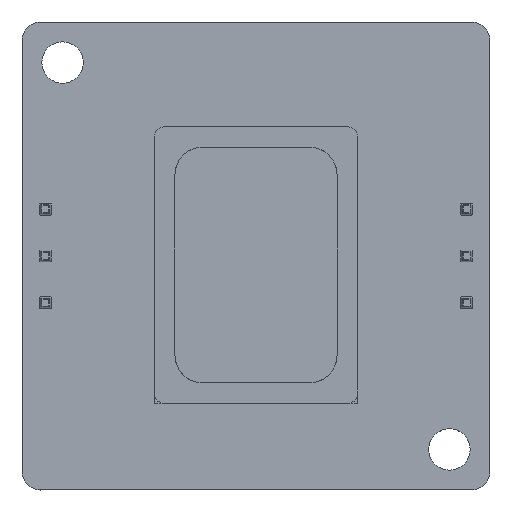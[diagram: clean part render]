
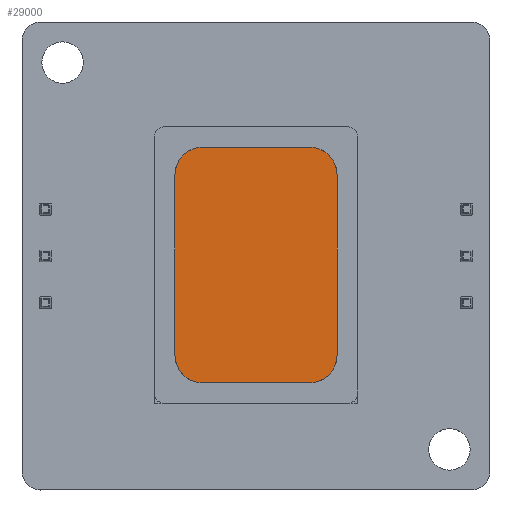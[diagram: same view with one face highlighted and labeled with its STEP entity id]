
A CAD part, top view. The second image highlights one B-rep face of the part: STEP entity #29000.
In plain terms, the highlighted planar face has unit normal (0, 0, 1).
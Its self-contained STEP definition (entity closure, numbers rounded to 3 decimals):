
#21673 = VERTEX_POINT('',#21674);
#21674 = CARTESIAN_POINT('',(14.35,1.7,2.715));
#21680 = EDGE_CURVE('',#21673,#21681,#21683,.T.);
#21681 = VERTEX_POINT('',#21682);
#21682 = CARTESIAN_POINT('',(14.35,2.75,2.715));
#21683 = LINE('',#21684,#21685);
#21684 = CARTESIAN_POINT('',(14.35,2.228,2.715));
#21685 = VECTOR('',#21686,1.);
#21686 = DIRECTION('',(0.,1.,0.));
#21731 = EDGE_CURVE('',#21732,#21673,#21734,.T.);
#21732 = VERTEX_POINT('',#21733);
#21733 = CARTESIAN_POINT('',(13.3,0.65,
    2.715));
#21734 = CIRCLE('',#21735,1.05);
#21735 = AXIS2_PLACEMENT_3D('',#21736,#21737,#21738);
#21736 = CARTESIAN_POINT('',(13.3,1.7,2.715));
#21737 = DIRECTION('',(0.,0.,1.));
#21738 = DIRECTION('',(0.,-1.,0.));
#21791 = VERTEX_POINT('',#21792);
#21792 = CARTESIAN_POINT('',(12.25,0.65,2.715));
#21800 = EDGE_CURVE('',#21791,#21732,#21801,.T.);
#21801 = LINE('',#21802,#21803);
#21802 = CARTESIAN_POINT('',(12.773,0.65,2.715));
#21803 = VECTOR('',#21804,1.);
#21804 = DIRECTION('',(1.,0.,0.));
#28244 = VERTEX_POINT('',#28245);
#28245 = CARTESIAN_POINT('',(1.7,0.65,2.715));
#28251 = EDGE_CURVE('',#28244,#28252,#28254,.T.);
#28252 = VERTEX_POINT('',#28253);
#28253 = CARTESIAN_POINT('',(2.75,0.65,2.715));
#28254 = LINE('',#28255,#28256);
#28255 = CARTESIAN_POINT('',(2.228,0.65,2.715));
#28256 = VECTOR('',#28257,1.);
#28257 = DIRECTION('',(1.,0.,0.));
#28302 = EDGE_CURVE('',#28303,#28244,#28305,.T.);
#28303 = VERTEX_POINT('',#28304);
#28304 = CARTESIAN_POINT('',(0.65,1.7,
    2.715));
#28305 = CIRCLE('',#28306,1.05);
#28306 = AXIS2_PLACEMENT_3D('',#28307,#28308,#28309);
#28307 = CARTESIAN_POINT('',(1.7,1.7,2.715));
#28308 = DIRECTION('',(0.,0.,1.));
#28309 = DIRECTION('',(-1.,0.,0.));
#28362 = VERTEX_POINT('',#28363);
#28363 = CARTESIAN_POINT('',(0.65,2.75,2.715));
#28369 = EDGE_CURVE('',#28362,#28303,#28370,.T.);
#28370 = LINE('',#28371,#28372);
#28371 = CARTESIAN_POINT('',(0.65,2.227,2.715));
#28372 = VECTOR('',#28373,1.);
#28373 = DIRECTION('',(0.,-1.,0.));
#28426 = VERTEX_POINT('',#28427);
#28427 = CARTESIAN_POINT('',(0.65,9.3,2.715));
#28433 = EDGE_CURVE('',#28426,#28434,#28436,.T.);
#28434 = VERTEX_POINT('',#28435);
#28435 = CARTESIAN_POINT('',(0.65,8.25,2.715));
#28436 = LINE('',#28437,#28438);
#28437 = CARTESIAN_POINT('',(0.65,8.772,2.715));
#28438 = VECTOR('',#28439,1.);
#28439 = DIRECTION('',(0.,-1.,0.));
#28476 = EDGE_CURVE('',#28477,#28426,#28479,.T.);
#28477 = VERTEX_POINT('',#28478);
#28478 = CARTESIAN_POINT('',(1.7,10.35,
    2.715));
#28479 = CIRCLE('',#28480,1.05);
#28480 = AXIS2_PLACEMENT_3D('',#28481,#28482,#28483);
#28481 = CARTESIAN_POINT('',(1.7,9.3,2.715));
#28482 = DIRECTION('',(0.,0.,1.));
#28483 = DIRECTION('',(0.,1.,0.));
#28536 = VERTEX_POINT('',#28537);
#28537 = CARTESIAN_POINT('',(2.75,10.35,2.715));
#28545 = EDGE_CURVE('',#28536,#28477,#28546,.T.);
#28546 = LINE('',#28547,#28548);
#28547 = CARTESIAN_POINT('',(2.227,10.35,2.715));
#28548 = VECTOR('',#28549,1.);
#28549 = DIRECTION('',(-1.,0.,0.));
#28601 = EDGE_CURVE('',#28362,#28434,#28602,.T.);
#28602 = LINE('',#28603,#28604);
#28603 = CARTESIAN_POINT('',(0.65,2.75,2.715));
#28604 = VECTOR('',#28605,1.);
#28605 = DIRECTION('',(0.,1.,0.));
#28668 = VERTEX_POINT('',#28669);
#28669 = CARTESIAN_POINT('',(13.3,10.35,2.715));
#28675 = EDGE_CURVE('',#28668,#28676,#28678,.T.);
#28676 = VERTEX_POINT('',#28677);
#28677 = CARTESIAN_POINT('',(12.25,10.35,2.715));
#28678 = LINE('',#28679,#28680);
#28679 = CARTESIAN_POINT('',(12.772,10.35,2.715));
#28680 = VECTOR('',#28681,1.);
#28681 = DIRECTION('',(-1.,0.,0.));
#28718 = EDGE_CURVE('',#28719,#28668,#28721,.T.);
#28719 = VERTEX_POINT('',#28720);
#28720 = CARTESIAN_POINT('',(14.35,9.3,
    2.715));
#28721 = CIRCLE('',#28722,1.05);
#28722 = AXIS2_PLACEMENT_3D('',#28723,#28724,#28725);
#28723 = CARTESIAN_POINT('',(13.3,9.3,2.715));
#28724 = DIRECTION('',(0.,0.,1.));
#28725 = DIRECTION('',(1.,0.,0.));
#28778 = VERTEX_POINT('',#28779);
#28779 = CARTESIAN_POINT('',(14.35,8.25,2.715));
#28785 = EDGE_CURVE('',#28778,#28719,#28786,.T.);
#28786 = LINE('',#28787,#28788);
#28787 = CARTESIAN_POINT('',(14.35,8.773,2.715));
#28788 = VECTOR('',#28789,1.);
#28789 = DIRECTION('',(0.,1.,0.));
#28831 = EDGE_CURVE('',#28536,#28676,#28832,.T.);
#28832 = LINE('',#28833,#28834);
#28833 = CARTESIAN_POINT('',(2.75,10.35,2.715));
#28834 = VECTOR('',#28835,1.);
#28835 = DIRECTION('',(1.,0.,0.));
#28848 = EDGE_CURVE('',#28778,#21681,#28849,.T.);
#28849 = LINE('',#28850,#28851);
#28850 = CARTESIAN_POINT('',(14.35,8.25,2.715));
#28851 = VECTOR('',#28852,1.);
#28852 = DIRECTION('',(0.,-1.,0.));
#28894 = EDGE_CURVE('',#21791,#28252,#28895,.T.);
#28895 = LINE('',#28896,#28897);
#28896 = CARTESIAN_POINT('',(12.25,0.65,2.715));
#28897 = VECTOR('',#28898,1.);
#28898 = DIRECTION('',(-1.,0.,0.));
#29000 = ADVANCED_FACE('',(#29001),#29019,.F.);
#29001 = FACE_BOUND('',#29002,.T.);
#29002 = EDGE_LOOP('',(#29003,#29004,#29005,#29006,#29007,#29008,#29009,
    #29010,#29011,#29012,#29013,#29014,#29015,#29016,#29017,#29018));
#29003 = ORIENTED_EDGE('',*,*,#28302,.T.);
#29004 = ORIENTED_EDGE('',*,*,#28251,.T.);
#29005 = ORIENTED_EDGE('',*,*,#28894,.F.);
#29006 = ORIENTED_EDGE('',*,*,#21800,.T.);
#29007 = ORIENTED_EDGE('',*,*,#21731,.T.);
#29008 = ORIENTED_EDGE('',*,*,#21680,.T.);
#29009 = ORIENTED_EDGE('',*,*,#28848,.F.);
#29010 = ORIENTED_EDGE('',*,*,#28785,.T.);
#29011 = ORIENTED_EDGE('',*,*,#28718,.T.);
#29012 = ORIENTED_EDGE('',*,*,#28675,.T.);
#29013 = ORIENTED_EDGE('',*,*,#28831,.F.);
#29014 = ORIENTED_EDGE('',*,*,#28545,.T.);
#29015 = ORIENTED_EDGE('',*,*,#28476,.T.);
#29016 = ORIENTED_EDGE('',*,*,#28433,.T.);
#29017 = ORIENTED_EDGE('',*,*,#28601,.F.);
#29018 = ORIENTED_EDGE('',*,*,#28369,.T.);
#29019 = PLANE('',#29020);
#29020 = AXIS2_PLACEMENT_3D('',#29021,#29022,#29023);
#29021 = CARTESIAN_POINT('',(1.7,1.7,2.715));
#29022 = DIRECTION('',(0.,0.,-1.));
#29023 = DIRECTION('',(-1.,0.,0.));
